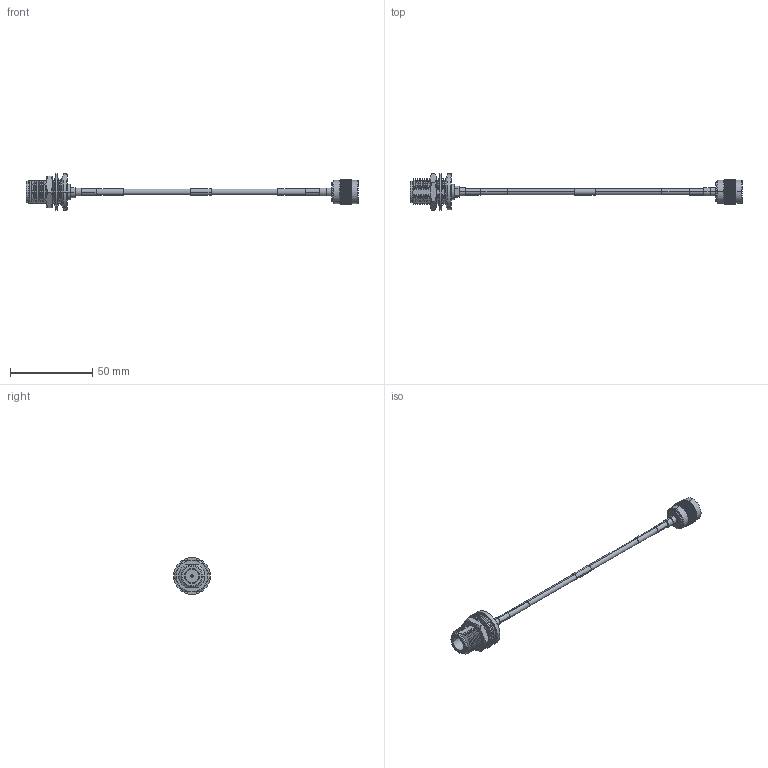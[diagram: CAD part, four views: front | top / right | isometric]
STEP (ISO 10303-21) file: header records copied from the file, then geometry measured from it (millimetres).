
FILE_DESCRIPTION (( 'STEP AP214' ), '1' );
FILE_NAME ('LCCA30522_3D.STEP', '2020-05-11T14:00:49', ( '' ), ( '' ), 'SwSTEP 2.0', 'SolidWorks 2018', '' );
FILE_SCHEMA (( 'AUTOMOTIVE_DESIGN' ));
Length unit declared in the file: inch
Products named in the file (6): LCCN3057___; LC141TBJ (141 Formable with HeatShrink); 1AW01-003_.152 ID; LC141TBJ-PROD; LCCN3059; LCCA30522_3D
Assembly tree (7 placements, depth 3):
  LCCA30522_3D
    LC141TBJ-PROD
      LC141TBJ (141 Formable with HeatShrink)
      1AW01-003_.152 ID  x3
    LCCN3057___
    LCCN3059
Bounding box: 201.5 x 22.35 x 22.35 mm (x, y, z)
Volume: 8699.2 mm3; surface area: 10599.9 mm2
Topology: 12 solids, 13 shells, 2520 faces, 5517 edges, 3039 vertices
Faces by surface type: bspline 1683, cylinder 484, plane 193, cone 144, torus 16
Entity records: 98570 total; most frequent: CARTESIAN_POINT 61479, ORIENTED_EDGE 10986, EDGE_CURVE 5493, DIRECTION 3269, VERTEX_POINT 3023, EDGE_LOOP 2536, FACE_OUTER_BOUND 2508, ADVANCED_FACE 2508
